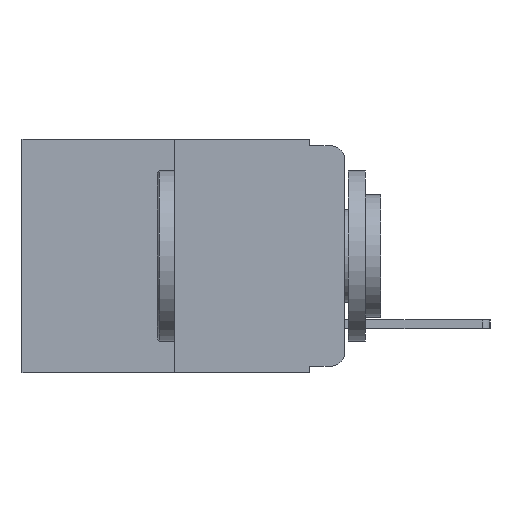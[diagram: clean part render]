
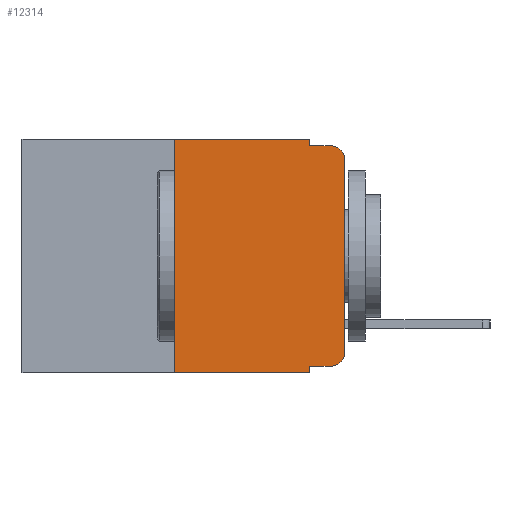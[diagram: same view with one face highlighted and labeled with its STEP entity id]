
A CAD part, left-side view. The second image highlights one B-rep face of the part: STEP entity #12314.
In plain terms, the highlighted planar face has unit normal (-1, 0, 0).
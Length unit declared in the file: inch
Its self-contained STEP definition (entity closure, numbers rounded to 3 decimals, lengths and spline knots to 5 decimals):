
#254 = DIRECTION ( 'NONE',  ( 0., 0., 1. ) ) ;
#483 = CARTESIAN_POINT ( 'NONE',  ( 0., 0., -0.03 ) ) ;
#751 = LINE ( 'NONE', #15093, #11865 ) ;
#1221 = EDGE_CURVE ( 'NONE', #17176, #12843, #2882, .T. ) ;
#1475 = DIRECTION ( 'NONE',  ( 0., 0., -1. ) ) ;
#1684 = CARTESIAN_POINT ( 'NONE',  ( 0., 0.25, -0.343 ) ) ;
#1899 = CARTESIAN_POINT ( 'NONE',  ( 0., 0.02, -0.01 ) ) ;
#2119 = LINE ( 'NONE', #11203, #16668 ) ;
#2882 = CIRCLE ( 'NONE', #12953, 0.02 ) ;
#2911 = DIRECTION ( 'NONE',  ( 0., -1., 0. ) ) ;
#3019 = VECTOR ( 'NONE', #7125, 39.37008 ) ;
#3100 = ORIENTED_EDGE ( 'NONE', *, *, #13264, .T. ) ;
#3374 = VERTEX_POINT ( 'NONE', #5214 ) ;
#3483 = CARTESIAN_POINT ( 'NONE',  ( 0., 0.02, -0.313 ) ) ;
#3545 = ORIENTED_EDGE ( 'NONE', *, *, #14111, .F. ) ;
#3980 = ORIENTED_EDGE ( 'NONE', *, *, #9904, .F. ) ;
#4088 = DIRECTION ( 'NONE',  ( 0., 0., -1. ) ) ;
#4197 = ORIENTED_EDGE ( 'NONE', *, *, #15586, .T. ) ;
#4734 = VERTEX_POINT ( 'NONE', #11305 ) ;
#4900 = DIRECTION ( 'NONE',  ( 0., 0., -1. ) ) ;
#5049 = VECTOR ( 'NONE', #1475, 39.37008 ) ;
#5214 = CARTESIAN_POINT ( 'NONE',  ( 0., 0.051, -0.01 ) ) ;
#5493 = CARTESIAN_POINT ( 'NONE',  ( 0., 0.02, -0.03 ) ) ;
#5518 = DIRECTION ( 'NONE',  ( -1., 0., 0. ) ) ;
#5716 = ORIENTED_EDGE ( 'NONE', *, *, #14611, .F. ) ;
#5954 = CARTESIAN_POINT ( 'NONE',  ( 0., 0.051, -0.343 ) ) ;
#6355 = ORIENTED_EDGE ( 'NONE', *, *, #12649, .F. ) ;
#6699 = LINE ( 'NONE', #11241, #3019 ) ;
#6797 = EDGE_CURVE ( 'NONE', #12484, #16186, #16329, .T. ) ;
#6887 = PLANE ( 'NONE',  #15708 ) ;
#6947 = CARTESIAN_POINT ( 'NONE',  ( 0., 0.473, 0. ) ) ;
#7125 = DIRECTION ( 'NONE',  ( 0., 0., 1. ) ) ;
#7460 = VECTOR ( 'NONE', #254, 39.37008 ) ;
#7800 = VERTEX_POINT ( 'NONE', #1684 ) ;
#8325 = DIRECTION ( 'NONE',  ( 0., 0., -1. ) ) ;
#8334 = DIRECTION ( 'NONE',  ( 0., 0., -1. ) ) ;
#8413 = CARTESIAN_POINT ( 'NONE',  ( 0., 0.051, 0. ) ) ;
#8621 = EDGE_CURVE ( 'NONE', #13390, #17176, #14708, .T. ) ;
#8725 = DIRECTION ( 'NONE',  ( 0., -1., 0. ) ) ;
#9329 = LINE ( 'NONE', #13738, #16950 ) ;
#9623 = DIRECTION ( 'NONE',  ( 0., -1., 0. ) ) ;
#9807 = ORIENTED_EDGE ( 'NONE', *, *, #10406, .T. ) ;
#9904 = EDGE_CURVE ( 'NONE', #4734, #3374, #9329, .T. ) ;
#10052 = CARTESIAN_POINT ( 'NONE',  ( 0., 0.02, -0.333 ) ) ;
#10406 = EDGE_CURVE ( 'NONE', #12484, #14738, #11536, .T. ) ;
#11203 = CARTESIAN_POINT ( 'NONE',  ( 0., 0.473, 0. ) ) ;
#11241 = CARTESIAN_POINT ( 'NONE',  ( 0., 0.25, 0. ) ) ;
#11305 = CARTESIAN_POINT ( 'NONE',  ( 0., 0.051, 0. ) ) ;
#11536 = LINE ( 'NONE', #16359, #14662 ) ;
#11865 = VECTOR ( 'NONE', #13733, 39.37008 ) ;
#11891 = FACE_OUTER_BOUND ( 'NONE', #13603, .T. ) ;
#11948 = CARTESIAN_POINT ( 'NONE',  ( 0., 0.25, 0. ) ) ;
#11974 = ORIENTED_EDGE ( 'NONE', *, *, #8621, .T. ) ;
#12314 = ADVANCED_FACE ( 'NONE', ( #11891 ), #6887, .F. ) ;
#12484 = VERTEX_POINT ( 'NONE', #14105 ) ;
#12649 = EDGE_CURVE ( 'NONE', #7800, #12998, #6699, .T. ) ;
#12705 = CARTESIAN_POINT ( 'NONE',  ( 0., 0., 0. ) ) ;
#12799 = CARTESIAN_POINT ( 'NONE',  ( 0., 0.051, -0.01 ) ) ;
#12843 = VERTEX_POINT ( 'NONE', #1899 ) ;
#12953 = AXIS2_PLACEMENT_3D ( 'NONE', #5493, #5518, #4088 ) ;
#12998 = VERTEX_POINT ( 'NONE', #11948 ) ;
#13103 = DIRECTION ( 'NONE',  ( -1., 0., 0. ) ) ;
#13264 = EDGE_CURVE ( 'NONE', #7800, #16186, #751, .T. ) ;
#13390 = VERTEX_POINT ( 'NONE', #14094 ) ;
#13538 = VECTOR ( 'NONE', #8725, 39.37008 ) ;
#13603 = EDGE_LOOP ( 'NONE', ( #11974, #16777, #3545, #3980, #5716, #6355, #3100, #16134, #9807, #4197 ) ) ;
#13733 = DIRECTION ( 'NONE',  ( 0., -1., 0. ) ) ;
#13738 = CARTESIAN_POINT ( 'NONE',  ( 0., 0.051, 0. ) ) ;
#14094 = CARTESIAN_POINT ( 'NONE',  ( 0., 0., -0.313 ) ) ;
#14105 = CARTESIAN_POINT ( 'NONE',  ( 0., 0.051, -0.333 ) ) ;
#14111 = EDGE_CURVE ( 'NONE', #3374, #12843, #17095, .T. ) ;
#14611 = EDGE_CURVE ( 'NONE', #12998, #4734, #2119, .T. ) ;
#14662 = VECTOR ( 'NONE', #9623, 39.37008 ) ;
#14708 = LINE ( 'NONE', #12705, #7460 ) ;
#14738 = VERTEX_POINT ( 'NONE', #10052 ) ;
#15093 = CARTESIAN_POINT ( 'NONE',  ( 0., 0.473, -0.343 ) ) ;
#15396 = AXIS2_PLACEMENT_3D ( 'NONE', #3483, #13103, #4900 ) ;
#15586 = EDGE_CURVE ( 'NONE', #14738, #13390, #16214, .T. ) ;
#15708 = AXIS2_PLACEMENT_3D ( 'NONE', #6947, #16438, #8334 ) ;
#16134 = ORIENTED_EDGE ( 'NONE', *, *, #6797, .F. ) ;
#16186 = VERTEX_POINT ( 'NONE', #5954 ) ;
#16214 = CIRCLE ( 'NONE', #15396, 0.02 ) ;
#16329 = LINE ( 'NONE', #8413, #5049 ) ;
#16359 = CARTESIAN_POINT ( 'NONE',  ( 0., 0.051, -0.333 ) ) ;
#16438 = DIRECTION ( 'NONE',  ( 1., 0., 0. ) ) ;
#16668 = VECTOR ( 'NONE', #2911, 39.37008 ) ;
#16777 = ORIENTED_EDGE ( 'NONE', *, *, #1221, .T. ) ;
#16950 = VECTOR ( 'NONE', #8325, 39.37008 ) ;
#17095 = LINE ( 'NONE', #12799, #13538 ) ;
#17176 = VERTEX_POINT ( 'NONE', #483 ) ;
